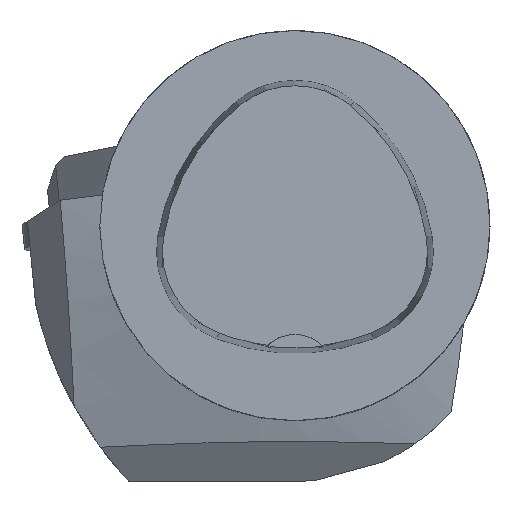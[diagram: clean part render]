
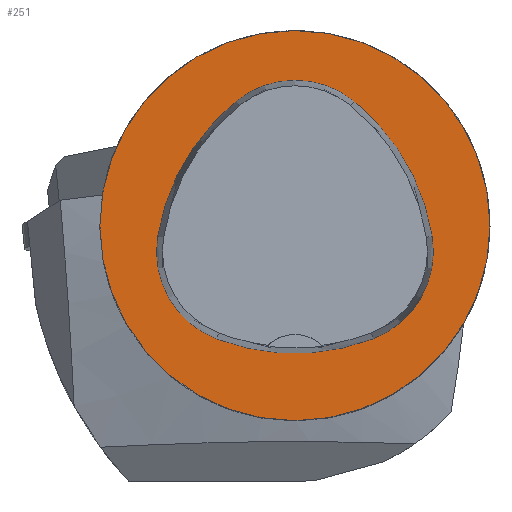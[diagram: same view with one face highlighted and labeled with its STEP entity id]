
A CAD part, top view. The second image highlights one B-rep face of the part: STEP entity #251.
In plain terms, the highlighted face is planar.
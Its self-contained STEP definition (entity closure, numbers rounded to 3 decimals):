
#103=FACE_BOUND('',#454,.T.);
#104=FACE_BOUND('',#455,.T.);
#213=CIRCLE('',#1592,25.);
#214=CIRCLE('',#1593,28.);
#215=CIRCLE('',#1594,12.);
#216=CIRCLE('',#1595,28.);
#217=CIRCLE('',#1596,12.);
#218=CIRCLE('',#1597,28.);
#219=CIRCLE('',#1598,12.);
#251=ADVANCED_FACE('',(#103,#104),#327,.T.);
#327=PLANE('',#1599);
#454=EDGE_LOOP('',(#607));
#455=EDGE_LOOP('',(#608,#609,#610,#611,#612,#613));
#607=ORIENTED_EDGE('',*,*,#1109,.F.);
#608=ORIENTED_EDGE('',*,*,#1110,.T.);
#609=ORIENTED_EDGE('',*,*,#1111,.T.);
#610=ORIENTED_EDGE('',*,*,#1112,.T.);
#611=ORIENTED_EDGE('',*,*,#1113,.T.);
#612=ORIENTED_EDGE('',*,*,#1114,.T.);
#613=ORIENTED_EDGE('',*,*,#1115,.T.);
#967=VERTEX_POINT('',#2383);
#968=VERTEX_POINT('',#2385);
#969=VERTEX_POINT('',#2386);
#970=VERTEX_POINT('',#2388);
#971=VERTEX_POINT('',#2390);
#972=VERTEX_POINT('',#2392);
#973=VERTEX_POINT('',#2394);
#1109=EDGE_CURVE('',#967,#967,#213,.T.);
#1110=EDGE_CURVE('',#968,#969,#214,.T.);
#1111=EDGE_CURVE('',#969,#970,#215,.T.);
#1112=EDGE_CURVE('',#970,#971,#216,.T.);
#1113=EDGE_CURVE('',#971,#972,#217,.T.);
#1114=EDGE_CURVE('',#972,#973,#218,.T.);
#1115=EDGE_CURVE('',#973,#968,#219,.T.);
#1592=AXIS2_PLACEMENT_3D('',#2382,#1813,#1814);
#1593=AXIS2_PLACEMENT_3D('',#2384,#1815,#1816);
#1594=AXIS2_PLACEMENT_3D('',#2387,#1817,#1818);
#1595=AXIS2_PLACEMENT_3D('',#2389,#1819,#1820);
#1596=AXIS2_PLACEMENT_3D('',#2391,#1821,#1822);
#1597=AXIS2_PLACEMENT_3D('',#2393,#1823,#1824);
#1598=AXIS2_PLACEMENT_3D('',#2395,#1825,#1826);
#1599=AXIS2_PLACEMENT_3D('',#2396,#1827,#1828);
#1813=DIRECTION('',(0.,-1.,0.));
#1814=DIRECTION('',(0.,0.,-1.));
#1815=DIRECTION('',(0.,-1.,0.));
#1816=DIRECTION('',(1.,0.,0.));
#1817=DIRECTION('',(0.,-1.,0.));
#1818=DIRECTION('',(1.,0.,0.));
#1819=DIRECTION('',(0.,-1.,0.));
#1820=DIRECTION('',(1.,0.,0.));
#1821=DIRECTION('',(0.,-1.,0.));
#1822=DIRECTION('',(1.,0.,0.));
#1823=DIRECTION('',(0.,-1.,0.));
#1824=DIRECTION('',(1.,0.,0.));
#1825=DIRECTION('',(0.,-1.,0.));
#1826=DIRECTION('',(1.,0.,0.));
#1827=DIRECTION('',(0.,1.,0.));
#1828=DIRECTION('',(0.,0.,-1.));
#2382=CARTESIAN_POINT('',(-31.25,60.,0.05));
#2383=CARTESIAN_POINT('',(-31.25,60.,-24.95));
#2384=CARTESIAN_POINT('',(-31.24,60.,11.681));
#2385=CARTESIAN_POINT('',(-41.3,60.,-14.449));
#2386=CARTESIAN_POINT('',(-21.225,60.,-14.466));
#2387=CARTESIAN_POINT('',(-25.517,60.,-3.26));
#2388=CARTESIAN_POINT('',(-13.666,60.,-1.374));
#2389=CARTESIAN_POINT('',(-41.318,60.,-5.774));
#2390=CARTESIAN_POINT('',(-23.719,60.,16.003));
#2391=CARTESIAN_POINT('',(-31.261,60.,6.67));
#2392=CARTESIAN_POINT('',(-38.817,60.,15.992));
#2393=CARTESIAN_POINT('',(-21.187,60.,-5.76));
#2394=CARTESIAN_POINT('',(-48.84,60.,-1.368));
#2395=CARTESIAN_POINT('',(-36.989,60.,-3.25));
#2396=CARTESIAN_POINT('',(-6.25,60.,0.05));
